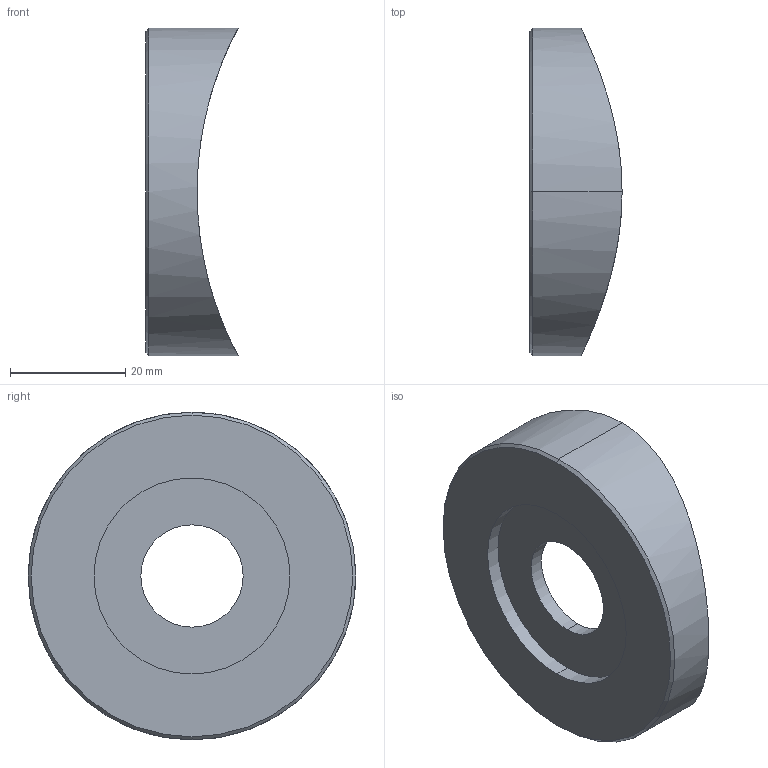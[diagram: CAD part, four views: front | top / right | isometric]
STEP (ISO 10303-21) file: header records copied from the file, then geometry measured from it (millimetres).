
FILE_DESCRIPTION (( 'STEP AP203' ), '1' );
FILE_NAME ('OD boss.STEP', '2024-03-12T17:38:41', ( '' ), ( '' ), 'SwSTEP 2.0', 'SolidWorks 2023', '' );
FILE_SCHEMA (( 'CONFIG_CONTROL_DESIGN' ));
Length unit declared in the file: inch
Products named in the file (1): OD boss
Bounding box: 16.02 x 56.9 x 56.9 mm (x, y, z)
Volume: 12990.3 mm3; surface area: 8279.6 mm2
Topology: 1 solids, 1 shells, 14 faces, 28 edges, 18 vertices
Faces by surface type: cylinder 9, plane 3, cone 2
Entity records: 706 total; most frequent: CARTESIAN_POINT 322, DIRECTION 68, ORIENTED_EDGE 56, AXIS2_PLACEMENT_3D 29, EDGE_CURVE 28, EDGE_LOOP 18, VERTEX_POINT 18, CIRCLE 14
